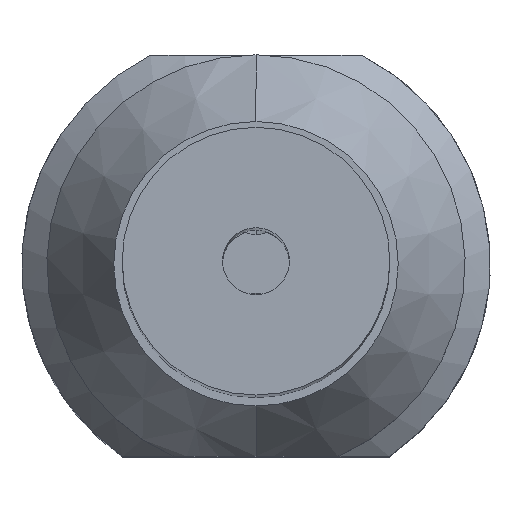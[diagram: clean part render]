
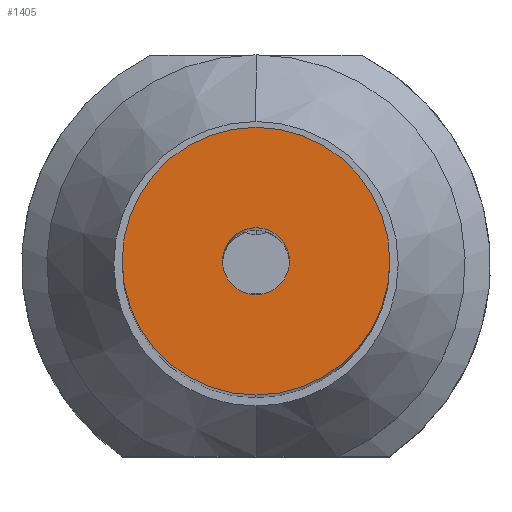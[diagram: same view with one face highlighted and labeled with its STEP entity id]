
A CAD part, top view. The second image highlights one B-rep face of the part: STEP entity #1405.
In plain terms, the highlighted planar face has unit normal (0, 0, 1).
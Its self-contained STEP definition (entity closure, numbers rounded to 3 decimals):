
#727=VERTEX_POINT('NONE',#1927);
#853=VERTEX_POINT('NONE',#2072);
#1097=VERTEX_POINT('NONE',#2347);
#1133=EDGE_CURVE('NONE',#1785,#853,#2387,.T.);
#1157=EDGE_CURVE('NONE',#1097,#727,#2413,.T.);
#1405=ADVANCED_FACE('NONE',(#2688,#2689),#2690,.F.);
#1559=EDGE_CURVE('NONE',#727,#1097,#2861,.T.);
#1713=EDGE_CURVE('NONE',#853,#1785,#3031,.T.);
#1785=VERTEX_POINT('NONE',#3108);
#1927=CARTESIAN_POINT('',(0.,-8.0,123.0));
#2072=CARTESIAN_POINT('',(0.,-2.,123.0));
#2347=CARTESIAN_POINT('',(0.0,8.0,123.0));
#2387=CIRCLE('',#4113,2.);
#2413=CIRCLE('',#4157,8.0);
#2688=FACE_OUTER_BOUND('',#4611,.T.);
#2689=FACE_BOUND('',#4612,.T.);
#2690=PLANE('',#4613);
#2861=CIRCLE('',#4876,8.0);
#3031=CIRCLE('',#5150,2.);
#3108=CARTESIAN_POINT('',(0.0,2.,123.0));
#4113=AXIS2_PLACEMENT_3D('',#5997,#5998,#5999);
#4157=AXIS2_PLACEMENT_3D('',#6021,#6022,#6023);
#4611=EDGE_LOOP('',(#6326,#6327));
#4612=EDGE_LOOP('',(#6328,#6329));
#4613=AXIS2_PLACEMENT_3D('',#6330,#6331,#6332);
#4876=AXIS2_PLACEMENT_3D('',#6545,#6546,#6547);
#5150=AXIS2_PLACEMENT_3D('',#6729,#6730,#6731);
#5997=CARTESIAN_POINT('',(0.0,0.0,123.0));
#5998=DIRECTION('',(-0.0,0.0,1.0));
#5999=DIRECTION('',(0.0,-1.0,0.0));
#6021=CARTESIAN_POINT('',(0.0,0.0,123.0));
#6022=DIRECTION('',(0.0,-0.0,1.0));
#6023=DIRECTION('',(0.0,1.0,0.0));
#6326=ORIENTED_EDGE('',*,*,#1157,.T.);
#6327=ORIENTED_EDGE('',*,*,#1559,.T.);
#6328=ORIENTED_EDGE('',*,*,#1133,.F.);
#6329=ORIENTED_EDGE('',*,*,#1713,.F.);
#6330=CARTESIAN_POINT('',(-8.0,0.0,123.0));
#6331=DIRECTION('',(0.0,0.0,-1.0));
#6332=DIRECTION('',(-1.0,0.0,0.0));
#6545=CARTESIAN_POINT('',(0.0,0.0,123.0));
#6546=DIRECTION('',(0.0,-0.0,1.0));
#6547=DIRECTION('',(0.0,1.0,0.0));
#6729=CARTESIAN_POINT('',(0.0,0.0,123.0));
#6730=DIRECTION('',(-0.0,0.0,1.0));
#6731=DIRECTION('',(0.0,-1.0,0.0));
